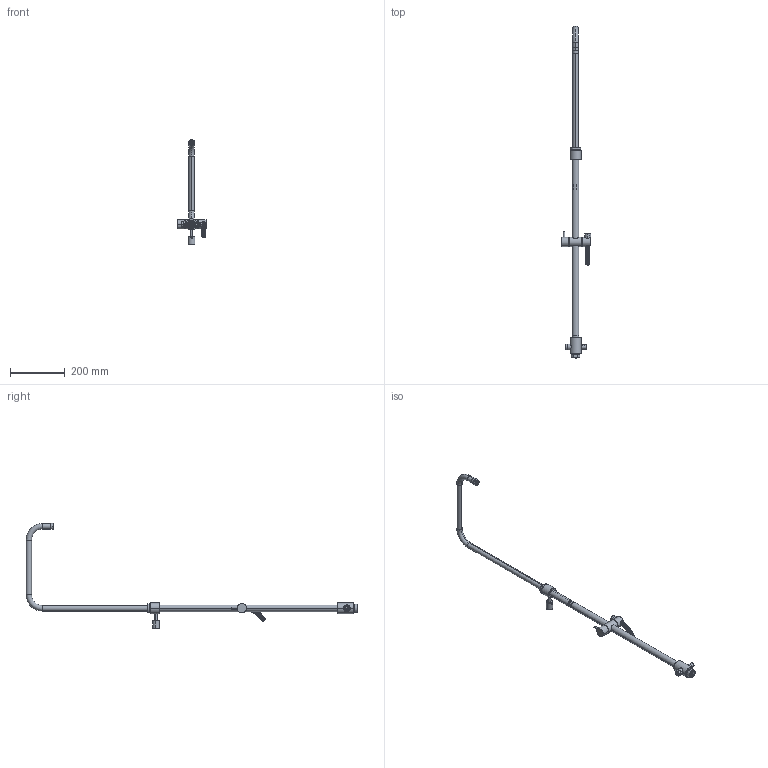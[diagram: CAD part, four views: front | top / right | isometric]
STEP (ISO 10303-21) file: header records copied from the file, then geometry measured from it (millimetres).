
FILE_DESCRIPTION((''),'2;1');
FILE_NAME('ZCOL686CRX','2021-11-11T14:56:06',('ut3'),('PAFFONI SpA'),'CREO PARAMETRIC BY PTC INC, 2020044','CREO PARAMETRIC BY PTC INC, 2020044','');
FILE_SCHEMA(('CONFIG_CONTROL_DESIGN','SHAPE_APPEARANCE_LAYERS_GROUPS'));
Length unit declared in the file: millimetre
Products named in the file (1): ZCOL686CRX
Bounding box: 109.25 x 1215 x 384.5 mm (x, y, z)
Volume: 370074.5 mm3; surface area: 278418.9 mm2
Topology: 5 solids, 5 shells, 686 faces, 1603 edges, 989 vertices
Faces by surface type: plane 231, cylinder 216, cone 125, torus 64, bspline 50
Entity records: 47979 total; most frequent: CARTESIAN_POINT 27333, DIRECTION 3365, ORIENTED_EDGE 3184, EDGE_CURVE 1592, AXIS2_PLACEMENT_3D 1350, VERTEX_POINT 987, EDGE_LOOP 783, CIRCLE 714
